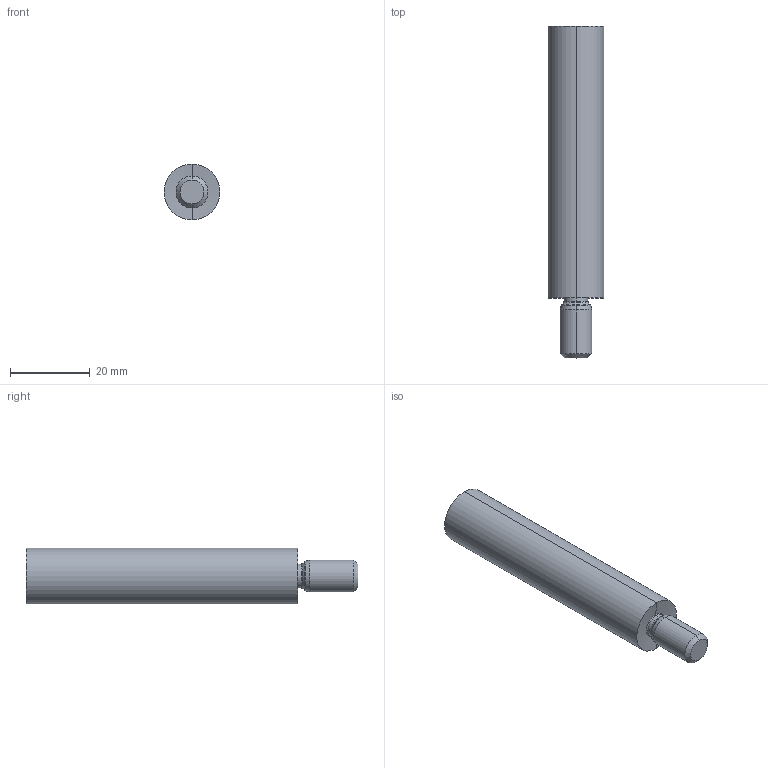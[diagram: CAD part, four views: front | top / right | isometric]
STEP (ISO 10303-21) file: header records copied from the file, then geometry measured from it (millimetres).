
FILE_DESCRIPTION (( 'STEP AP203' ), '1' );
FILE_NAME ('50233-240-68.STEP', '2018-05-07T08:55:37', ( '' ), ( '' ), 'SwSTEP 2.0', 'SolidWorks 2015', '' );
FILE_SCHEMA (( 'CONFIG_CONTROL_DESIGN' ));
Length unit declared in the file: millimetre
Products named in the file (1): 50233-240-68
Bounding box: 14 x 83 x 14 mm (x, y, z)
Volume: 10609.3 mm3; surface area: 3982.9 mm2
Topology: 1 solids, 1 shells, 30 faces, 60 edges, 31 vertices
Faces by surface type: cone 12, cylinder 8, torus 8, plane 2
Entity records: 833 total; most frequent: DIRECTION 158, CARTESIAN_POINT 120, ORIENTED_EDGE 116, AXIS2_PLACEMENT_3D 69, EDGE_CURVE 58, CIRCLE 38, EDGE_LOOP 31, VERTEX_POINT 31
